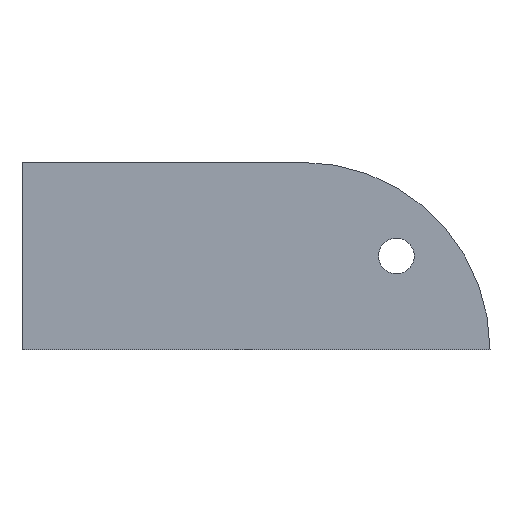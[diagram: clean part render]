
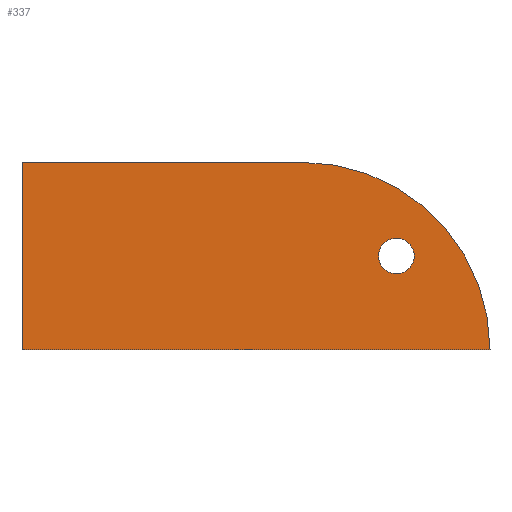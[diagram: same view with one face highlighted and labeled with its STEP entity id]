
A CAD part, left-side view. The second image highlights one B-rep face of the part: STEP entity #337.
In plain terms, the highlighted planar face has unit normal (-1, 0, 0).
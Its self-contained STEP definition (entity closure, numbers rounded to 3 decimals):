
#8 = AXIS2_PLACEMENT_3D ( 'NONE', #809, #1331, #169 ) ;
#9 = ORIENTED_EDGE ( 'NONE', *, *, #341, .F. ) ;
#44 = VERTEX_POINT ( 'NONE', #830 ) ;
#83 = EDGE_LOOP ( 'NONE', ( #636, #1510 ) ) ;
#99 = FACE_BOUND ( 'NONE', #83, .T. ) ;
#107 = DIRECTION ( 'NONE',  ( 0., 1., 0. ) ) ;
#137 = CARTESIAN_POINT ( 'NONE',  ( -4.25, 15., 5. ) ) ;
#145 = DIRECTION ( 'NONE',  ( 1., 0., 0. ) ) ;
#169 = DIRECTION ( 'NONE',  ( 0., 1., 0. ) ) ;
#195 = VERTEX_POINT ( 'NONE', #870 ) ;
#233 = DIRECTION ( 'NONE',  ( 0., 0., 1. ) ) ;
#267 = CARTESIAN_POINT ( 'NONE',  ( -4.25, 15., -5. ) ) ;
#274 = CIRCLE ( 'NONE', #1163, 0.95 ) ;
#337 = ADVANCED_FACE ( 'NONE', ( #99, #998 ), #356, .F. ) ;
#341 = EDGE_CURVE ( 'NONE', #556, #1540, #1397, .T. ) ;
#349 = ORIENTED_EDGE ( 'NONE', *, *, #1374, .F. ) ;
#356 = PLANE ( 'NONE',  #999 ) ;
#393 = DIRECTION ( 'NONE',  ( 0., 1., 0. ) ) ;
#425 = EDGE_CURVE ( 'NONE', #677, #808, #274, .T. ) ;
#427 = CARTESIAN_POINT ( 'NONE',  ( -4.25, 15., -5. ) ) ;
#433 = VECTOR ( 'NONE', #233, 1000. ) ;
#556 = VERTEX_POINT ( 'NONE', #427 ) ;
#636 = ORIENTED_EDGE ( 'NONE', *, *, #650, .F. ) ;
#650 = EDGE_CURVE ( 'NONE', #808, #677, #926, .T. ) ;
#661 = DIRECTION ( 'NONE',  ( 0., 1., 0. ) ) ;
#667 = CARTESIAN_POINT ( 'NONE',  ( -4.25, -5., 0.95 ) ) ;
#677 = VERTEX_POINT ( 'NONE', #667 ) ;
#807 = CARTESIAN_POINT ( 'NONE',  ( -4.25, -5., 0. ) ) ;
#808 = VERTEX_POINT ( 'NONE', #937 ) ;
#809 = CARTESIAN_POINT ( 'NONE',  ( -4.25, -5., 0. ) ) ;
#830 = CARTESIAN_POINT ( 'NONE',  ( -4.25, 0., 5. ) ) ;
#870 = CARTESIAN_POINT ( 'NONE',  ( -4.25, -10., -5. ) ) ;
#878 = CARTESIAN_POINT ( 'NONE',  ( -4.25, 15., -5. ) ) ;
#881 = DIRECTION ( 'NONE',  ( 1., 0., 0. ) ) ;
#926 = CIRCLE ( 'NONE', #8, 0.95 ) ;
#937 = CARTESIAN_POINT ( 'NONE',  ( -4.25, -5., -0.95 ) ) ;
#956 = CIRCLE ( 'NONE', #1114, 10. ) ;
#995 = CARTESIAN_POINT ( 'NONE',  ( -4.25, 15., 5. ) ) ;
#998 = FACE_OUTER_BOUND ( 'NONE', #1424, .T. ) ;
#999 = AXIS2_PLACEMENT_3D ( 'NONE', #267, #881, #1008 ) ;
#1003 = VECTOR ( 'NONE', #107, 1000. ) ;
#1008 = DIRECTION ( 'NONE',  ( 0., 1., 0. ) ) ;
#1011 = DIRECTION ( 'NONE',  ( 0., -1., 0. ) ) ;
#1114 = AXIS2_PLACEMENT_3D ( 'NONE', #1335, #145, #393 ) ;
#1118 = EDGE_CURVE ( 'NONE', #44, #195, #956, .T. ) ;
#1145 = CARTESIAN_POINT ( 'NONE',  ( -4.25, 15., -5. ) ) ;
#1163 = AXIS2_PLACEMENT_3D ( 'NONE', #807, #1455, #661 ) ;
#1175 = ORIENTED_EDGE ( 'NONE', *, *, #1118, .F. ) ;
#1265 = LINE ( 'NONE', #878, #1003 ) ;
#1331 = DIRECTION ( 'NONE',  ( -1., 0., 0. ) ) ;
#1335 = CARTESIAN_POINT ( 'NONE',  ( -4.25, 0., -5. ) ) ;
#1374 = EDGE_CURVE ( 'NONE', #1540, #44, #1538, .T. ) ;
#1396 = EDGE_CURVE ( 'NONE', #195, #556, #1265, .T. ) ;
#1397 = LINE ( 'NONE', #1145, #433 ) ;
#1424 = EDGE_LOOP ( 'NONE', ( #9, #1507, #1175, #349 ) ) ;
#1455 = DIRECTION ( 'NONE',  ( -1., 0., 0. ) ) ;
#1507 = ORIENTED_EDGE ( 'NONE', *, *, #1396, .F. ) ;
#1510 = ORIENTED_EDGE ( 'NONE', *, *, #425, .F. ) ;
#1538 = LINE ( 'NONE', #995, #1575 ) ;
#1540 = VERTEX_POINT ( 'NONE', #137 ) ;
#1575 = VECTOR ( 'NONE', #1011, 1000. ) ;
